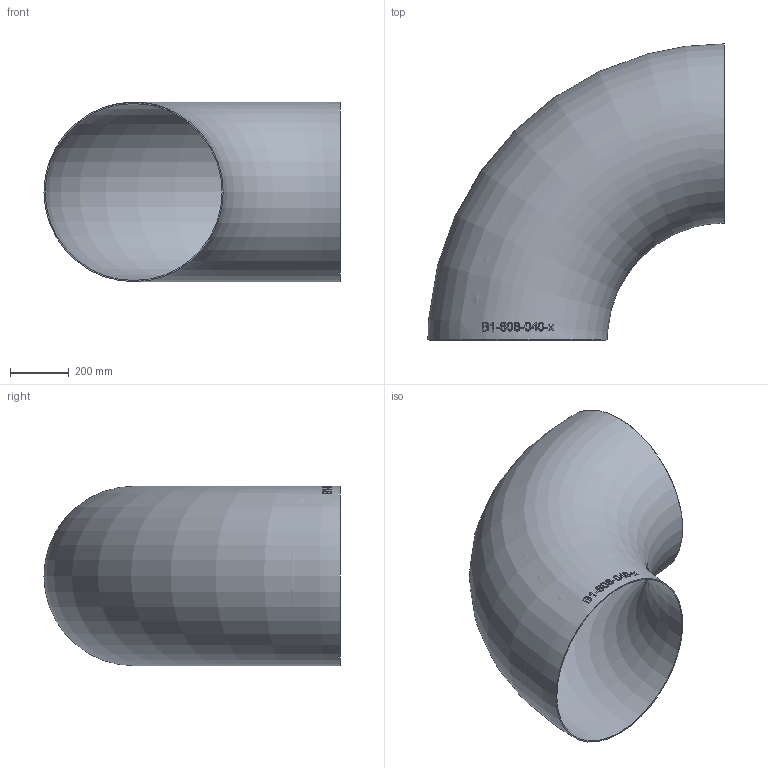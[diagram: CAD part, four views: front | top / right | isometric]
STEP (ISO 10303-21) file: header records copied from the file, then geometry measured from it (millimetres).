
FILE_DESCRIPTION (( 'STEP AP214' ), '1' );
FILE_NAME ('B1-608-040-x Bogen 2005.STEP', '2020-05-04T10:24:48', ( '' ), ( '' ), 'SwSTEP 2.0', 'SolidWorks 2019', '' );
FILE_SCHEMA (( 'AUTOMOTIVE_DESIGN' ));
Length unit declared in the file: millimetre
Products named in the file (1): B1-608-040-x Bogen 2005
Bounding box: 1004 x 1004 x 608 mm (x, y, z)
Volume: 8345698.6 mm3; surface area: 4188103.2 mm2
Topology: 1 solids, 1 shells, 155 faces, 400 edges, 267 vertices
Faces by surface type: bspline 129, torus 24, plane 2
Entity records: 40854 total; most frequent: CARTESIAN_POINT 36683, ORIENTED_EDGE 782, EDGE_CURVE 391, B_SPLINE_CURVE_WITH_KNOTS 387, VERTEX_POINT 262, EDGE_LOOP 179, FACE_OUTER_BOUND 156, ADVANCED_FACE 154
